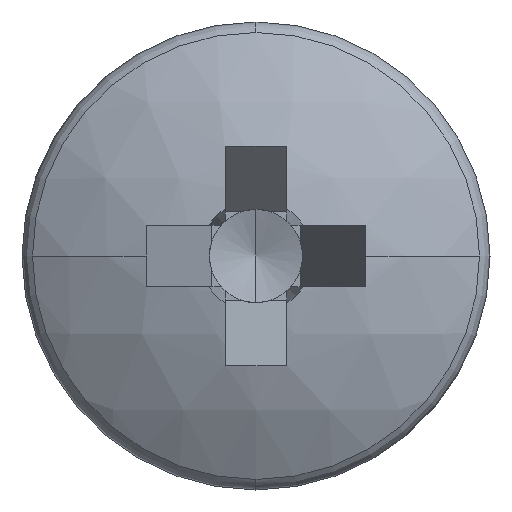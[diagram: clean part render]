
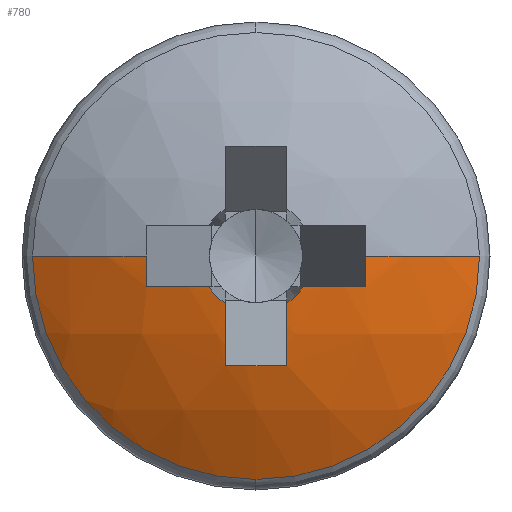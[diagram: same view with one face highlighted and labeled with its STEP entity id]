
A CAD part, left-side view. The second image highlights one B-rep face of the part: STEP entity #780.
In plain terms, the highlighted spherical face has radius 5 mm.
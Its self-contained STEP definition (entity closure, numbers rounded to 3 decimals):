
#5 = ORIENTED_EDGE ( 'NONE', *, *, #502, .T. ) ;
#7 = EDGE_CURVE ( 'NONE', #420, #1098, #1139, .T. ) ;
#9 = DIRECTION ( 'NONE',  ( 0., 0., 1. ) ) ;
#27 = EDGE_CURVE ( 'NONE', #1120, #566, #1029, .T. ) ;
#51 = AXIS2_PLACEMENT_3D ( 'NONE', #704, #1314, #1103 ) ;
#57 = EDGE_CURVE ( 'NONE', #420, #476, #666, .T. ) ;
#61 = ORIENTED_EDGE ( 'NONE', *, *, #548, .F. ) ;
#63 = DIRECTION ( 'NONE',  ( 0., 0., 1. ) ) ;
#89 = CIRCLE ( 'NONE', #380, 5. ) ;
#105 = AXIS2_PLACEMENT_3D ( 'NONE', #302, #504, #525 ) ;
#110 = FACE_OUTER_BOUND ( 'NONE', #259, .T. ) ;
#112 = AXIS2_PLACEMENT_3D ( 'NONE', #1163, #161, #240 ) ;
#113 = CARTESIAN_POINT ( 'NONE',  ( 5., 0., -0.37 ) ) ;
#120 = DIRECTION ( 'NONE',  ( -0.895, 0.446, 0. ) ) ;
#121 = CARTESIAN_POINT ( 'NONE',  ( 0.188, -0.37, -1.306 ) ) ;
#130 = CARTESIAN_POINT ( 'NONE',  ( 5., 0.37, 0. ) ) ;
#140 = DIRECTION ( 'NONE',  ( 0., 1., 0. ) ) ;
#143 = AXIS2_PLACEMENT_3D ( 'NONE', #130, #612, #838 ) ;
#161 = DIRECTION ( 'NONE',  ( -1., 0., 0. ) ) ;
#177 = ORIENTED_EDGE ( 'NONE', *, *, #388, .T. ) ;
#183 = ORIENTED_EDGE ( 'NONE', *, *, #27, .F. ) ;
#189 = DIRECTION ( 'NONE',  ( 0.446, 0.895, 0. ) ) ;
#198 = AXIS2_PLACEMENT_3D ( 'NONE', #113, #9, #825 ) ;
#209 = DIRECTION ( 'NONE',  ( 0., 0., -1. ) ) ;
#210 = CARTESIAN_POINT ( 'NONE',  ( 0.188, 0.37, -1.306 ) ) ;
#214 = DIRECTION ( 'NONE',  ( 0., 0., -1. ) ) ;
#216 = DIRECTION ( 'NONE',  ( 0., 0., 1. ) ) ;
#233 = ORIENTED_EDGE ( 'NONE', *, *, #935, .T. ) ;
#238 = CARTESIAN_POINT ( 'NONE',  ( 0.175, -1.313, 0. ) ) ;
#240 = DIRECTION ( 'NONE',  ( 0., 0., 1. ) ) ;
#246 = VERTEX_POINT ( 'NONE', #788 ) ;
#259 = EDGE_LOOP ( 'NONE', ( #496, #5, #233, #177, #183, #918, #654, #1239, #1061, #1009, #508, #585, #61 ) ) ;
#260 = DIRECTION ( 'NONE',  ( 0., 0., 1. ) ) ;
#276 = CARTESIAN_POINT ( 'NONE',  ( 0.775, 2.674, 0. ) ) ;
#294 = CARTESIAN_POINT ( 'NONE',  ( 0.046, -0.37, -0.565 ) ) ;
#302 = CARTESIAN_POINT ( 'NONE',  ( 0.046, 0., 0. ) ) ;
#321 = VERTEX_POINT ( 'NONE', #276 ) ;
#323 = CARTESIAN_POINT ( 'NONE',  ( 4.564, 0.875, 0. ) ) ;
#330 = DIRECTION ( 'NONE',  ( 0.895, 0.446, 0. ) ) ;
#380 = AXIS2_PLACEMENT_3D ( 'NONE', #856, #63, #1177 ) ;
#388 = EDGE_CURVE ( 'NONE', #931, #566, #1060, .T. ) ;
#394 = AXIS2_PLACEMENT_3D ( 'NONE', #852, #1156, #558 ) ;
#400 = VERTEX_POINT ( 'NONE', #1013 ) ;
#420 = VERTEX_POINT ( 'NONE', #1256 ) ;
#433 = DIRECTION ( 'NONE',  ( 0., 0., -1. ) ) ;
#455 = AXIS2_PLACEMENT_3D ( 'NONE', #1023, #214, #1142 ) ;
#461 = CIRCLE ( 'NONE', #1108, 2.674 ) ;
#465 = VERTEX_POINT ( 'NONE', #210 ) ;
#476 = VERTEX_POINT ( 'NONE', #613 ) ;
#496 = ORIENTED_EDGE ( 'NONE', *, *, #617, .T. ) ;
#502 = EDGE_CURVE ( 'NONE', #766, #246, #461, .T. ) ;
#504 = DIRECTION ( 'NONE',  ( -1., 0., 0. ) ) ;
#508 = ORIENTED_EDGE ( 'NONE', *, *, #7, .F. ) ;
#512 = CARTESIAN_POINT ( 'NONE',  ( 0.775, 0., 0. ) ) ;
#520 = AXIS2_PLACEMENT_3D ( 'NONE', #979, #785, #260 ) ;
#525 = DIRECTION ( 'NONE',  ( 0., 0., -1. ) ) ;
#542 = AXIS2_PLACEMENT_3D ( 'NONE', #640, #433, #140 ) ;
#548 = EDGE_CURVE ( 'NONE', #321, #476, #89, .T. ) ;
#558 = DIRECTION ( 'NONE',  ( -0.895, 0., -0.446 ) ) ;
#566 = VERTEX_POINT ( 'NONE', #662 ) ;
#585 = ORIENTED_EDGE ( 'NONE', *, *, #57, .T. ) ;
#612 = DIRECTION ( 'NONE',  ( 0., -1., 0. ) ) ;
#613 = CARTESIAN_POINT ( 'NONE',  ( 0.175, 1.313, 0. ) ) ;
#617 = EDGE_CURVE ( 'NONE', #321, #766, #1266, .T. ) ;
#620 = CARTESIAN_POINT ( 'NONE',  ( 0.046, 0., 0. ) ) ;
#640 = CARTESIAN_POINT ( 'NONE',  ( 5., 0., 0. ) ) ;
#650 = CIRCLE ( 'NONE', #143, 4.986 ) ;
#654 = ORIENTED_EDGE ( 'NONE', *, *, #1095, .F. ) ;
#662 = CARTESIAN_POINT ( 'NONE',  ( 0.188, -1.306, -0.37 ) ) ;
#666 = CIRCLE ( 'NONE', #1008, 4.903 ) ;
#704 = CARTESIAN_POINT ( 'NONE',  ( 5., 0., -0.37 ) ) ;
#723 = CIRCLE ( 'NONE', #105, 0.675 ) ;
#730 = DIRECTION ( 'NONE',  ( -1., 0., 0. ) ) ;
#766 = VERTEX_POINT ( 'NONE', #1220 ) ;
#771 = EDGE_CURVE ( 'NONE', #1098, #400, #995, .T. ) ;
#778 = CARTESIAN_POINT ( 'NONE',  ( 0.046, -0.565, -0.37 ) ) ;
#780 = ADVANCED_FACE ( 'NONE', ( #110 ), #919, .T. ) ;
#785 = DIRECTION ( 'NONE',  ( 0., 1., 0. ) ) ;
#788 = CARTESIAN_POINT ( 'NONE',  ( 0.775, -2.674, 0. ) ) ;
#805 = CARTESIAN_POINT ( 'NONE',  ( 4.564, -0.875, 0. ) ) ;
#815 = DIRECTION ( 'NONE',  ( -1., 0., 0. ) ) ;
#816 = EDGE_CURVE ( 'NONE', #400, #465, #650, .T. ) ;
#825 = DIRECTION ( 'NONE',  ( 1., 0., 0. ) ) ;
#829 = CIRCLE ( 'NONE', #394, 4.903 ) ;
#835 = EDGE_CURVE ( 'NONE', #1300, #1120, #723, .T. ) ;
#838 = DIRECTION ( 'NONE',  ( 0., 0., -1. ) ) ;
#852 = CARTESIAN_POINT ( 'NONE',  ( 4.564, 0., 0.875 ) ) ;
#856 = CARTESIAN_POINT ( 'NONE',  ( 5., 0., 0. ) ) ;
#904 = EDGE_CURVE ( 'NONE', #1225, #465, #829, .T. ) ;
#918 = ORIENTED_EDGE ( 'NONE', *, *, #835, .F. ) ;
#919 = SPHERICAL_SURFACE ( 'NONE', #455, 5. ) ;
#931 = VERTEX_POINT ( 'NONE', #238 ) ;
#935 = EDGE_CURVE ( 'NONE', #246, #931, #1079, .T. ) ;
#941 = DIRECTION ( 'NONE',  ( 0.446, -0.895, 0. ) ) ;
#979 = CARTESIAN_POINT ( 'NONE',  ( 5., -0.37, 0. ) ) ;
#995 = CIRCLE ( 'NONE', #1236, 0.675 ) ;
#1008 = AXIS2_PLACEMENT_3D ( 'NONE', #805, #189, #120 ) ;
#1009 = ORIENTED_EDGE ( 'NONE', *, *, #771, .F. ) ;
#1013 = CARTESIAN_POINT ( 'NONE',  ( 0.046, 0.37, -0.565 ) ) ;
#1023 = CARTESIAN_POINT ( 'NONE',  ( 5., 0., 0. ) ) ;
#1029 = CIRCLE ( 'NONE', #51, 4.986 ) ;
#1060 = CIRCLE ( 'NONE', #1221, 4.903 ) ;
#1061 = ORIENTED_EDGE ( 'NONE', *, *, #816, .F. ) ;
#1079 = CIRCLE ( 'NONE', #542, 5. ) ;
#1082 = CARTESIAN_POINT ( 'NONE',  ( 0.046, 0.565, -0.37 ) ) ;
#1095 = EDGE_CURVE ( 'NONE', #1225, #1300, #1102, .T. ) ;
#1098 = VERTEX_POINT ( 'NONE', #1082 ) ;
#1102 = CIRCLE ( 'NONE', #520, 4.986 ) ;
#1103 = DIRECTION ( 'NONE',  ( 1., 0., 0. ) ) ;
#1108 = AXIS2_PLACEMENT_3D ( 'NONE', #512, #730, #216 ) ;
#1120 = VERTEX_POINT ( 'NONE', #778 ) ;
#1139 = CIRCLE ( 'NONE', #198, 4.986 ) ;
#1142 = DIRECTION ( 'NONE',  ( 0., 1., 0. ) ) ;
#1156 = DIRECTION ( 'NONE',  ( 0.446, 0., -0.895 ) ) ;
#1163 = CARTESIAN_POINT ( 'NONE',  ( 0.775, 0., 0. ) ) ;
#1177 = DIRECTION ( 'NONE',  ( 1., 0., 0. ) ) ;
#1220 = CARTESIAN_POINT ( 'NONE',  ( 0.775, 0., -2.674 ) ) ;
#1221 = AXIS2_PLACEMENT_3D ( 'NONE', #323, #941, #330 ) ;
#1225 = VERTEX_POINT ( 'NONE', #121 ) ;
#1236 = AXIS2_PLACEMENT_3D ( 'NONE', #620, #815, #209 ) ;
#1239 = ORIENTED_EDGE ( 'NONE', *, *, #904, .T. ) ;
#1256 = CARTESIAN_POINT ( 'NONE',  ( 0.188, 1.306, -0.37 ) ) ;
#1266 = CIRCLE ( 'NONE', #112, 2.674 ) ;
#1300 = VERTEX_POINT ( 'NONE', #294 ) ;
#1314 = DIRECTION ( 'NONE',  ( 0., 0., 1. ) ) ;
